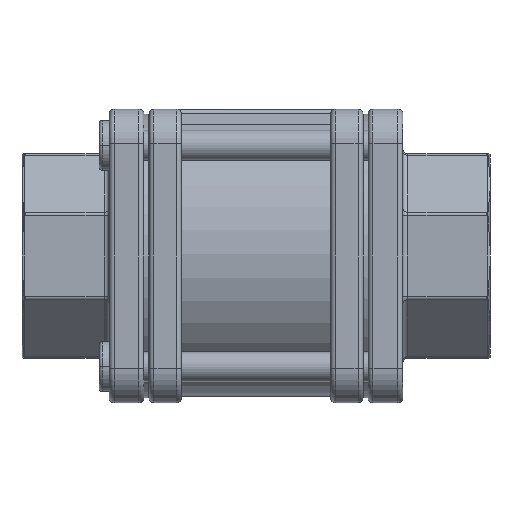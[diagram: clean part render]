
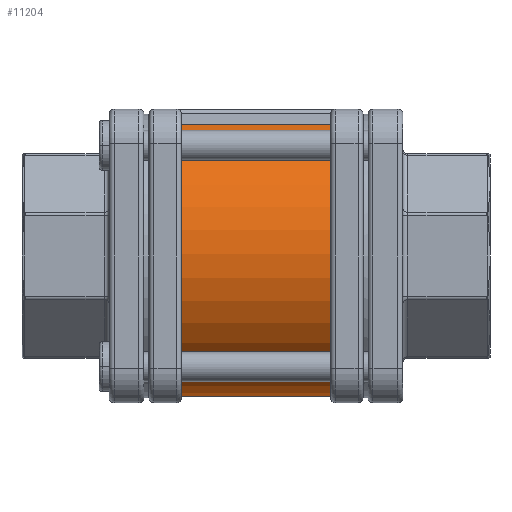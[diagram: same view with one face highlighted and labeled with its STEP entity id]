
A CAD part, front view. The second image highlights one B-rep face of the part: STEP entity #11204.
In plain terms, the highlighted cylindrical face has radius 28.25 mm (diameter 56.5 mm), a partial arc.
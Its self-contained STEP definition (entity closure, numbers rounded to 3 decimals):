
#20=DIRECTION('',(1.,0.,0.));
#21=VECTOR('',#20,30.);
#22=CARTESIAN_POINT('',(-15.,-10.046,26.403));
#23=LINE('',#22,#21);
#24=CARTESIAN_POINT('',(15.,0.,0.));
#25=DIRECTION('',(1.,0.,0.));
#26=DIRECTION('',(0.,-0.356,0.935));
#27=AXIS2_PLACEMENT_3D('',#24,#25,#26);
#29=DIRECTION('',(1.,0.,0.));
#30=VECTOR('',#29,30.);
#31=CARTESIAN_POINT('',(-15.,23.282,-16.));
#32=LINE('',#31,#30);
#33=CARTESIAN_POINT('',(-15.,0.,0.));
#34=DIRECTION('',(-1.,0.,0.));
#35=DIRECTION('',(0.,0.824,-0.566));
#36=AXIS2_PLACEMENT_3D('',#33,#34,#35);
#9424=CARTESIAN_POINT('',(-15.,-10.046,26.403));
#9426=VERTEX_POINT('',#9424);
#9432=CARTESIAN_POINT('',(15.,-10.046,26.403));
#9434=VERTEX_POINT('',#9432);
#9653=CARTESIAN_POINT('',(-15.,23.282,-16.));
#9654=CARTESIAN_POINT('',(15.,23.282,-16.));
#9655=VERTEX_POINT('',#9653);
#9656=VERTEX_POINT('',#9654);
#11189=CARTESIAN_POINT('',(-15.,0.,0.));
#11190=DIRECTION('',(1.,0.,0.));
#11191=DIRECTION('',(0.,0.,1.));
#11192=AXIS2_PLACEMENT_3D('',#11189,#11190,#11191);
#11193=CYLINDRICAL_SURFACE('',#11192,28.25);
#11195=ORIENTED_EDGE('',*,*,#11194,.T.);
#11197=ORIENTED_EDGE('',*,*,#11196,.T.);
#11199=ORIENTED_EDGE('',*,*,#11198,.F.);
#11201=ORIENTED_EDGE('',*,*,#11200,.T.);
#11202=EDGE_LOOP('',(#11195,#11197,#11199,#11201));
#11203=FACE_OUTER_BOUND('',#11202,.F.);
#11204=ADVANCED_FACE('',(#11203),#11193,.T.);
#28=CIRCLE('',#27,28.25);
#37=CIRCLE('',#36,28.25);
#11194=EDGE_CURVE('',#9426,#9434,#23,.T.);
#11196=EDGE_CURVE('',#9434,#9656,#28,.T.);
#11198=EDGE_CURVE('',#9655,#9656,#32,.T.);
#11200=EDGE_CURVE('',#9655,#9426,#37,.T.);
